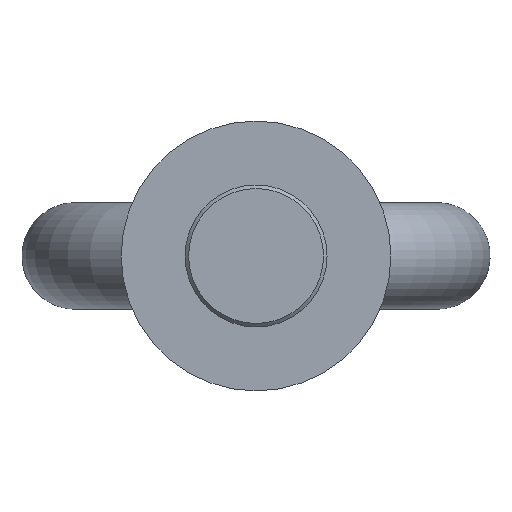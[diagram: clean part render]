
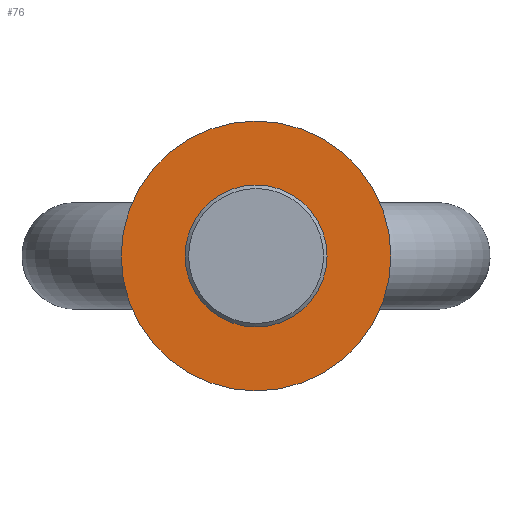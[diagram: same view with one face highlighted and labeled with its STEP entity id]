
A CAD part, front view. The second image highlights one B-rep face of the part: STEP entity #76.
In plain terms, the highlighted planar face has unit normal (0, -1, 0).
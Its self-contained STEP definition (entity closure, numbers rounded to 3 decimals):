
#76 = ADVANCED_FACE( '', ( #90, #91 ), #92, .F. );
#90 = FACE_BOUND( '', #121, .T. );
#91 = FACE_OUTER_BOUND( '', #122, .T. );
#92 = PLANE( '', #123 );
#121 = EDGE_LOOP( '', ( #157 ) );
#122 = EDGE_LOOP( '', ( #158 ) );
#123 = AXIS2_PLACEMENT_3D( '', #159, #160, #161 );
#157 = ORIENTED_EDGE( '', *, *, #229, .F. );
#158 = ORIENTED_EDGE( '', *, *, #230, .T. );
#159 = CARTESIAN_POINT( '', ( 95., -165., 0. ) );
#160 = DIRECTION( '', ( 0., 1., 0. ) );
#161 = DIRECTION( '', ( 0., 0., 1. ) );
#229 = EDGE_CURVE( '', #253, #253, #254, .T. );
#230 = EDGE_CURVE( '', #255, #255, #256, .T. );
#253 = VERTEX_POINT( '', #447 );
#254 = CIRCLE( '', #448, 47.547 );
#255 = VERTEX_POINT( '', #449 );
#256 = CIRCLE( '', #450, 95. );
#447 = CARTESIAN_POINT( '', ( 0., -165., -47.547 ) );
#448 = AXIS2_PLACEMENT_3D( '', #743, #744, #745 );
#449 = CARTESIAN_POINT( '', ( 0., -165., -95. ) );
#450 = AXIS2_PLACEMENT_3D( '', #746, #747, #748 );
#743 = CARTESIAN_POINT( '', ( 0., -165., 0. ) );
#744 = DIRECTION( '', ( 0., -1., 0. ) );
#745 = DIRECTION( '', ( 0., 0., -1. ) );
#746 = CARTESIAN_POINT( '', ( 0., -165., 0. ) );
#747 = DIRECTION( '', ( 0., -1., 0. ) );
#748 = DIRECTION( '', ( 0., 0., -1. ) );
